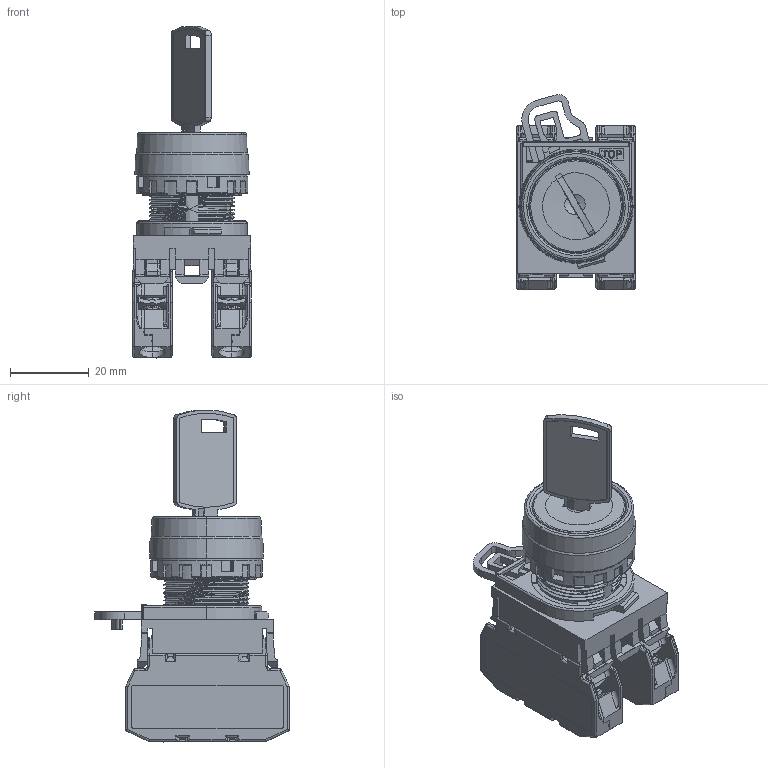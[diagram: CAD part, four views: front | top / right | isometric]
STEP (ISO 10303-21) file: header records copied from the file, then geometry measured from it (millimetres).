
FILE_DESCRIPTION (( 'STEP AP214' ), '1' );
FILE_NAME ('SB-22.K2S_K2F.STEP', '2021-05-11T10:12:43', ( '' ), ( '' ), 'SwSTEP 2.0', 'SolidWorks 2016', '' );
FILE_SCHEMA (( 'AUTOMOTIVE_DESIGN' ));
Length unit declared in the file: millimetre
Products named in the file (1): SB-22.K2S_K2F
Bounding box: 30.1 x 49.34 x 84.25 mm (x, y, z)
Surface area: 38128.4 mm2 (no closed solid volume)
Topology: 0 solids, 38 shells, 3713 faces, 10371 edges, 6669 vertices
Faces by surface type: plane 2340, cylinder 945, bspline 367, cone 45, torus 16
Full cylindrical faces by diameter (mm): 20.5 x1
Entity records: 208023 total; most frequent: CARTESIAN_POINT 76093, ORIENTED_EDGE 20458, DIRECTION 16569, EDGE_CURVE 10275, LINE 7121, VECTOR 7121, VERTEX_POINT 6667, AXIS2_PLACEMENT_3D 4724
